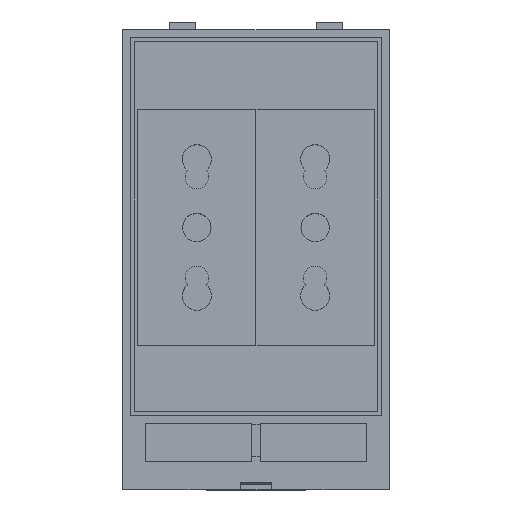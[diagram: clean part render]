
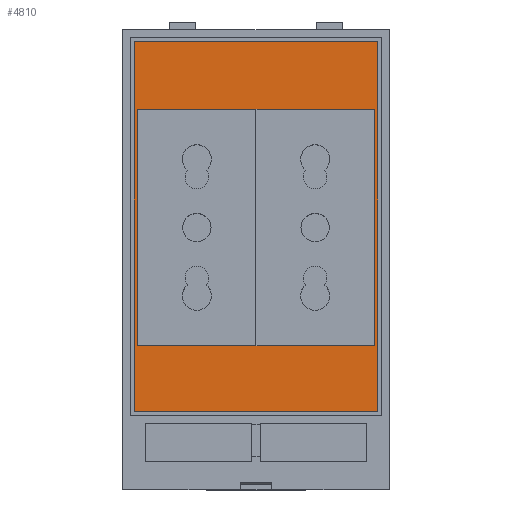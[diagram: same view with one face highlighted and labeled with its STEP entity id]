
A CAD part, top view. The second image highlights one B-rep face of the part: STEP entity #4810.
In plain terms, the highlighted planar face has unit normal (0, 0, 1).
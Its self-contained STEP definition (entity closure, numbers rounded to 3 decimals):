
#4000=CARTESIAN_POINT('',(25.2,48.95,37.05));
#4010=DIRECTION('',(0.,0.,1.));
#4020=DIRECTION('',(1.,0.,0.));
#4030=AXIS2_PLACEMENT_3D('',#4000,#4010,#4020);
#4040=PLANE('',#4030);
#4050=CARTESIAN_POINT('',(47.7,0.,37.05));
#4060=DIRECTION('',(0.,1.,0.));
#4070=VECTOR('',#4060,1.);
#4080=LINE('',#4050,#4070);
#4090=CARTESIAN_POINT('',(47.7,32.6,37.05));
#4100=VERTEX_POINT('',#4090);
#4110=CARTESIAN_POINT('',(47.7,77.6,37.05));
#4120=VERTEX_POINT('',#4110);
#4130=EDGE_CURVE('',#4100,#4120,#4080,.T.);
#4140=ORIENTED_EDGE('',*,*,#4130,.F.);
#4150=CARTESIAN_POINT('',(0.,77.6,37.05));
#4160=DIRECTION('',(-1.,0.,0.));
#4170=VECTOR('',#4160,1.);
#4180=LINE('',#4150,#4170);
#4190=CARTESIAN_POINT('',(25.2,77.6,37.05));
#4200=VERTEX_POINT('',#4190);
#4210=EDGE_CURVE('',#4120,#4200,#4180,.T.);
#4220=ORIENTED_EDGE('',*,*,#4210,.F.);
#4230=CARTESIAN_POINT('',(2.7,77.6,37.05));
#4240=VERTEX_POINT('',#4230);
#4250=EDGE_CURVE('',#4200,#4240,#4180,.T.);
#4260=ORIENTED_EDGE('',*,*,#4250,.F.);
#4270=CARTESIAN_POINT('',(2.7,0.,37.05));
#4280=DIRECTION('',(0.,-1.,0.));
#4290=VECTOR('',#4280,1.);
#4300=LINE('',#4270,#4290);
#4310=CARTESIAN_POINT('',(2.7,32.6,37.05));
#4320=VERTEX_POINT('',#4310);
#4330=EDGE_CURVE('',#4240,#4320,#4300,.T.);
#4340=ORIENTED_EDGE('',*,*,#4330,.F.);
#4350=CARTESIAN_POINT('',(0.,32.6,37.05));
#4360=DIRECTION('',(1.,0.,0.));
#4370=VECTOR('',#4360,1.);
#4380=LINE('',#4350,#4370);
#4390=CARTESIAN_POINT('',(25.2,32.6,37.05));
#4400=VERTEX_POINT('',#4390);
#4410=EDGE_CURVE('',#4320,#4400,#4380,.T.);
#4420=ORIENTED_EDGE('',*,*,#4410,.F.);
#4430=EDGE_CURVE('',#4400,#4100,#4380,.T.);
#4440=ORIENTED_EDGE('',*,*,#4430,.F.);
#4450=EDGE_LOOP('',(#4440,#4420,#4340,#4260,#4220,#4140));
#4460=FACE_BOUND('',#4450,.T.);
#4470=CARTESIAN_POINT('',(0.,90.47,37.05));
#4480=DIRECTION('',(1.,0.,0.));
#4490=VECTOR('',#4480,1.);
#4500=LINE('',#4470,#4490);
#4510=CARTESIAN_POINT('',(2.08,90.47,37.05));
#4520=VERTEX_POINT('',#4510);
#4530=CARTESIAN_POINT('',(48.32,90.47,37.05));
#4540=VERTEX_POINT('',#4530);
#4550=EDGE_CURVE('',#4520,#4540,#4500,.T.);
#4560=ORIENTED_EDGE('',*,*,#4550,.F.);
#4570=CARTESIAN_POINT('',(48.32,0.,37.05));
#4580=DIRECTION('',(0.,-1.,0.));
#4590=VECTOR('',#4580,1.);
#4600=LINE('',#4570,#4590);
#4610=CARTESIAN_POINT('',(48.32,20.1,37.05));
#4620=VERTEX_POINT('',#4610);
#4630=EDGE_CURVE('',#4540,#4620,#4600,.T.);
#4640=ORIENTED_EDGE('',*,*,#4630,.F.);
#4650=CARTESIAN_POINT('',(0.,20.1,37.05));
#4660=DIRECTION('',(-1.,0.,0.));
#4670=VECTOR('',#4660,1.);
#4680=LINE('',#4650,#4670);
#4690=CARTESIAN_POINT('',(2.08,20.1,37.05));
#4700=VERTEX_POINT('',#4690);
#4710=EDGE_CURVE('',#4620,#4700,#4680,.T.);
#4720=ORIENTED_EDGE('',*,*,#4710,.F.);
#4730=CARTESIAN_POINT('',(2.08,0.,37.05));
#4740=DIRECTION('',(0.,1.,0.));
#4750=VECTOR('',#4740,1.);
#4760=LINE('',#4730,#4750);
#4770=EDGE_CURVE('',#4700,#4520,#4760,.T.);
#4780=ORIENTED_EDGE('',*,*,#4770,.F.);
#4790=EDGE_LOOP('',(#4780,#4720,#4640,#4560));
#4800=FACE_OUTER_BOUND('',#4790,.T.);
#4810=ADVANCED_FACE('',(#4460,#4800),#4040,.T.);
